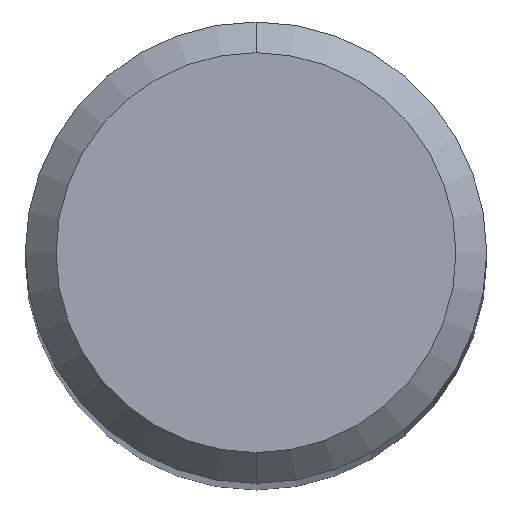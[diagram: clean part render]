
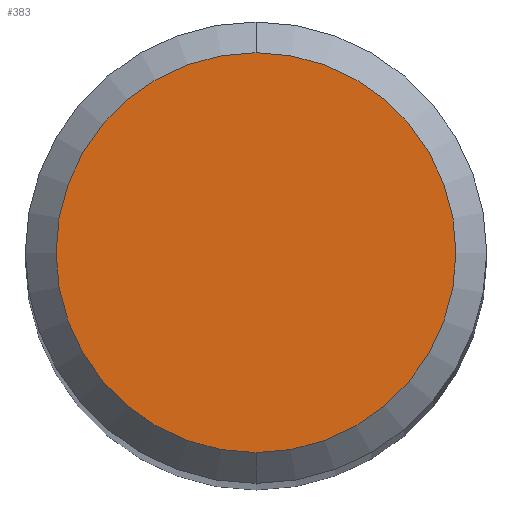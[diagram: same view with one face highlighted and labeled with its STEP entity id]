
A CAD part, top view. The second image highlights one B-rep face of the part: STEP entity #383.
In plain terms, the highlighted planar face has unit normal (0, 0, 1).
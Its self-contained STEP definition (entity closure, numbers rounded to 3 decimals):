
#341=EDGE_CURVE('',#395,#555,#738,.T.);
#383=ADVANCED_FACE('',(#788),#789,.T.);
#395=VERTEX_POINT('',#801);
#473=EDGE_CURVE('',#555,#395,#888,.T.);
#555=VERTEX_POINT('',#982);
#738=CIRCLE('',#1301,1.95);
#788=FACE_OUTER_BOUND('',#1358,.T.);
#789=PLANE('',#1359);
#801=CARTESIAN_POINT('',(0.0,1.95,0.0));
#888=CIRCLE('',#1540,1.95);
#982=CARTESIAN_POINT('',(0.,-1.95,0.0));
#1301=AXIS2_PLACEMENT_3D('',#1895,#1896,#1897);
#1358=EDGE_LOOP('',(#1973,#1974));
#1359=AXIS2_PLACEMENT_3D('',#1975,#1976,#1977);
#1540=AXIS2_PLACEMENT_3D('',#2102,#2103,#2104);
#1895=CARTESIAN_POINT('',(0.0,0.0,0.0));
#1896=DIRECTION('',(0.0,0.0,-1.0));
#1897=DIRECTION('',(0.0,1.0,0.0));
#1973=ORIENTED_EDGE('',*,*,#341,.F.);
#1974=ORIENTED_EDGE('',*,*,#473,.F.);
#1975=CARTESIAN_POINT('',(0.0,0.975,0.0));
#1976=DIRECTION('',(-0.0,0.0,1.0));
#1977=DIRECTION('',(0.0,-1.0,0.0));
#2102=CARTESIAN_POINT('',(0.0,0.0,0.0));
#2103=DIRECTION('',(0.0,0.0,-1.0));
#2104=DIRECTION('',(0.0,1.0,0.0));
